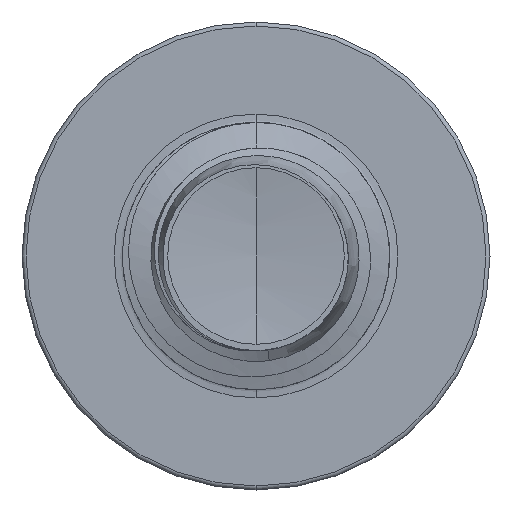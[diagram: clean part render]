
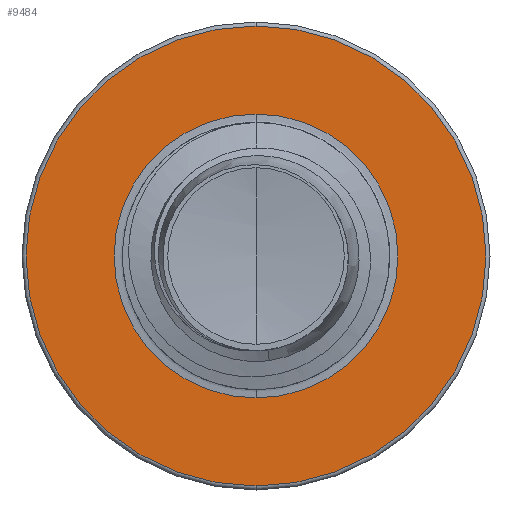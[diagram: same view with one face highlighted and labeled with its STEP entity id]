
A CAD part, front view. The second image highlights one B-rep face of the part: STEP entity #9484.
In plain terms, the highlighted planar face has unit normal (0, -1, 0).
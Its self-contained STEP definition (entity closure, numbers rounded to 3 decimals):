
#288 = FACE_BOUND ( 'NONE', #15113, .T. ) ;
#381 = FACE_OUTER_BOUND ( 'NONE', #1823, .T. ) ;
#422 = CARTESIAN_POINT ( 'NONE',  ( 0., 8.5, 0. ) ) ;
#557 = DIRECTION ( 'NONE',  ( 0., 0., 1. ) ) ;
#1066 = CIRCLE ( 'NONE', #12668, 3.186 ) ;
#1516 = VERTEX_POINT ( 'NONE', #2925 ) ;
#1600 = CARTESIAN_POINT ( 'NONE',  ( 0., 8.5, -5.16 ) ) ;
#1680 = VERTEX_POINT ( 'NONE', #1600 ) ;
#1764 = DIRECTION ( 'NONE',  ( 0., 0., 1. ) ) ;
#1823 = EDGE_LOOP ( 'NONE', ( #4829, #4892 ) ) ;
#1840 = CIRCLE ( 'NONE', #10355, 5.16 ) ;
#2209 = CIRCLE ( 'NONE', #14386, 5.16 ) ;
#2694 = EDGE_CURVE ( 'NONE', #1516, #11953, #1066, .T. ) ;
#2902 = VERTEX_POINT ( 'NONE', #14378 ) ;
#2925 = CARTESIAN_POINT ( 'NONE',  ( 0., 8.5, -3.186 ) ) ;
#3693 = CARTESIAN_POINT ( 'NONE',  ( 0., 8.5, -3.186 ) ) ;
#4208 = CARTESIAN_POINT ( 'NONE',  ( 0., 8.5, 3.186 ) ) ;
#4476 = DIRECTION ( 'NONE',  ( 0., 1., 0. ) ) ;
#4829 = ORIENTED_EDGE ( 'NONE', *, *, #7024, .F. ) ;
#4892 = ORIENTED_EDGE ( 'NONE', *, *, #14807, .F. ) ;
#4954 = ORIENTED_EDGE ( 'NONE', *, *, #14297, .T. ) ;
#5859 = CIRCLE ( 'NONE', #10050, 3.186 ) ;
#7024 = EDGE_CURVE ( 'NONE', #2902, #1680, #2209, .T. ) ;
#7584 = DIRECTION ( 'NONE',  ( 0., 1., 0. ) ) ;
#7668 = DIRECTION ( 'NONE',  ( 0., 1., 0. ) ) ;
#8493 = DIRECTION ( 'NONE',  ( 0., 1., 0. ) ) ;
#9484 = ADVANCED_FACE ( 'NONE', ( #381, #288 ), #14987, .F. ) ;
#9619 = DIRECTION ( 'NONE',  ( 0., 1., 0. ) ) ;
#10050 = AXIS2_PLACEMENT_3D ( 'NONE', #12017, #4476, #13261 ) ;
#10355 = AXIS2_PLACEMENT_3D ( 'NONE', #15855, #8493, #557 ) ;
#11290 = ORIENTED_EDGE ( 'NONE', *, *, #2694, .T. ) ;
#11814 = AXIS2_PLACEMENT_3D ( 'NONE', #3693, #7584, #16199 ) ;
#11953 = VERTEX_POINT ( 'NONE', #4208 ) ;
#12017 = CARTESIAN_POINT ( 'NONE',  ( 0., 8.5, 0. ) ) ;
#12668 = AXIS2_PLACEMENT_3D ( 'NONE', #422, #9619, #1764 ) ;
#13261 = DIRECTION ( 'NONE',  ( 0., 0., 1. ) ) ;
#14297 = EDGE_CURVE ( 'NONE', #11953, #1516, #5859, .T. ) ;
#14378 = CARTESIAN_POINT ( 'NONE',  ( 0., 8.5, 5.16 ) ) ;
#14386 = AXIS2_PLACEMENT_3D ( 'NONE', #15069, #7668, #16277 ) ;
#14807 = EDGE_CURVE ( 'NONE', #1680, #2902, #1840, .T. ) ;
#14987 = PLANE ( 'NONE',  #11814 ) ;
#15069 = CARTESIAN_POINT ( 'NONE',  ( 0., 8.5, 0. ) ) ;
#15113 = EDGE_LOOP ( 'NONE', ( #4954, #11290 ) ) ;
#15855 = CARTESIAN_POINT ( 'NONE',  ( 0., 8.5, 0. ) ) ;
#16199 = DIRECTION ( 'NONE',  ( 0., 0., 1. ) ) ;
#16277 = DIRECTION ( 'NONE',  ( 0., 0., 1. ) ) ;
